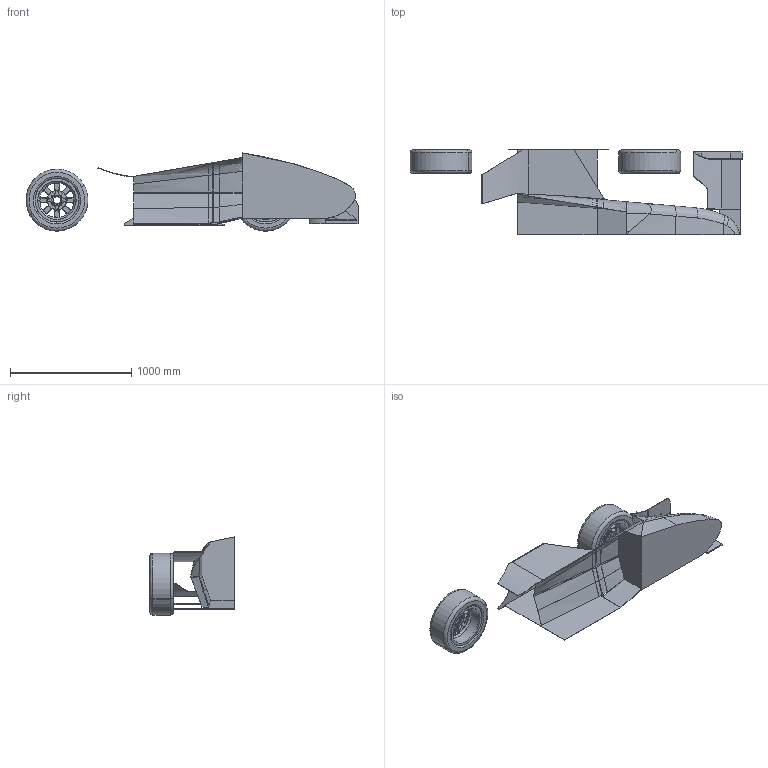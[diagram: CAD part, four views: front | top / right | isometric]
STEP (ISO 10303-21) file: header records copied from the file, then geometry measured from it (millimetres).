
FILE_DESCRIPTION(('CATIA V5 STEP Exchange'),'2;1');
FILE_NAME('2018 radiator analysis.stp','2018-02-09T15:25:47+00:00',('none'),('none'),'CATIA Version 5 Release 17 (IN-10)','CATIA V5 STEP AP203','none');
FILE_SCHEMA(('CONFIG_CONTROL_DESIGN'));
Length unit declared in the file: millimetre
Products named in the file (5): Product1; AssyTsutsui2018; Product9; F-wing; Part2
Assembly tree (14 placements, depth 3):
  Product1
    AssyTsutsui2018
      Product9
      #83  x2
    #13930
    #15127
    #19595
    F-wing
      #20752
      #21137
      #21809
      #22359
    Part2
    #22777
Bounding box: 2735.96 x 700 x 645.08 mm (x, y, z)
Volume: 101826139.6 mm3; surface area: 8727700.8 mm2
Topology: 11 solids, 13 shells, 906 faces, 2307 edges, 1443 vertices
Faces by surface type: cylinder 313, plane 287, torus 134, bspline 112, cone 52, extrusion 8
Entity records: 22916 total; most frequent: CARTESIAN_POINT 10886, ORIENTED_EDGE 2792, DIRECTION 1731, EDGE_CURVE 1406, VERTEX_POINT 877, AXIS2_PLACEMENT_3D 725, EDGE_LOOP 596, VECTOR 595
